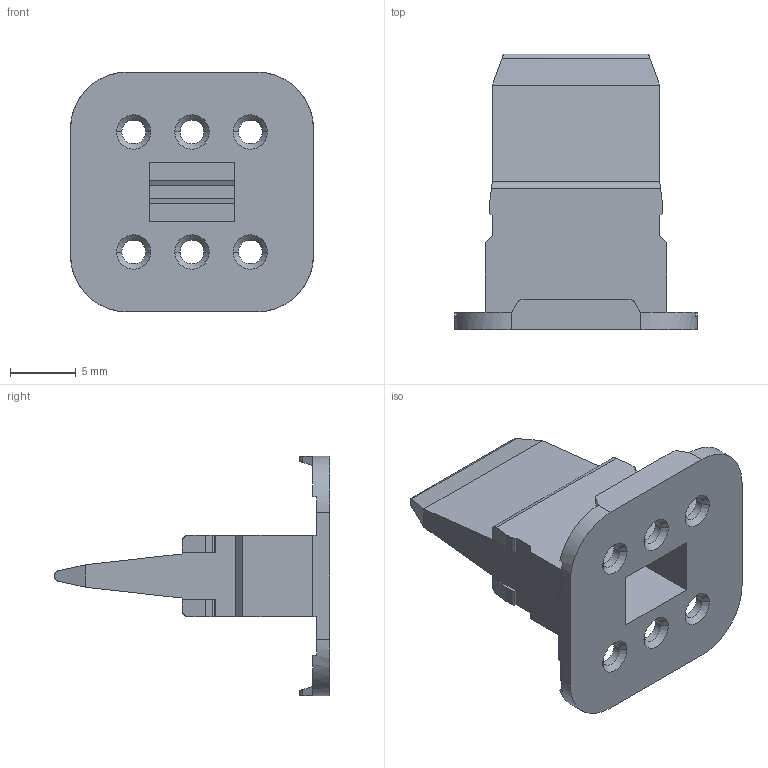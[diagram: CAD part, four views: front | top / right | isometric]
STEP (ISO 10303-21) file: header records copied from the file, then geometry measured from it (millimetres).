
FILE_DESCRIPTION((''),'2;1');
FILE_NAME('AW6S','2014-11-03T',('Orion.Li'),(''),'PRO/ENGINEER BY PARAMETRIC TECHNOLOGY CORPORATION, 2013230','PRO/ENGINEER BY PARAMETRIC TECHNOLOGY CORPORATION, 2013230','');
FILE_SCHEMA(('CONFIG_CONTROL_DESIGN'));
Length unit declared in the file: millimetre
Products named in the file (1): AW6S
Bounding box: 18.42 x 20.9 x 18.18 mm (x, y, z)
Volume: 1145.1 mm3; surface area: 1657.9 mm2
Topology: 1 solids, 1 shells, 101 faces, 274 edges, 176 vertices
Faces by surface type: plane 62, cylinder 27, cone 12
Entity records: 3256 total; most frequent: CARTESIAN_POINT 617, ORIENTED_EDGE 548, DIRECTION 526, EDGE_CURVE 274, VECTOR 204, LINE 204, VERTEX_POINT 176, AXIS2_PLACEMENT_3D 161
